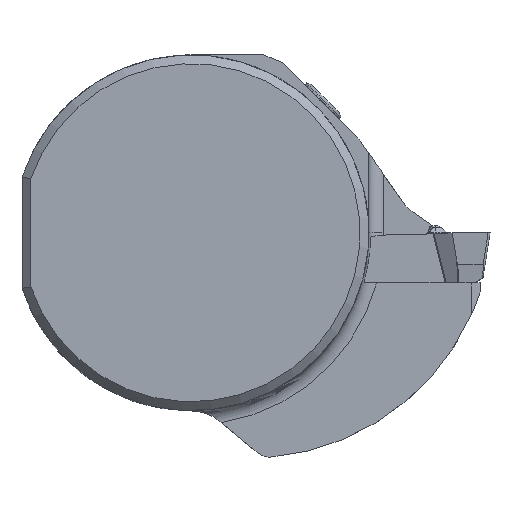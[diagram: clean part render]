
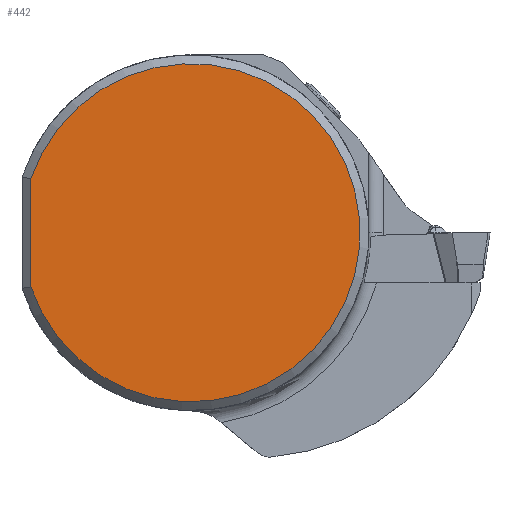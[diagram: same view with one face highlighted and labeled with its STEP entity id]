
A CAD part, top view. The second image highlights one B-rep face of the part: STEP entity #442.
In plain terms, the highlighted planar face has unit normal (0, 0, 1).
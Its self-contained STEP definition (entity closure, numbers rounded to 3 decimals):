
#208=CIRCLE('',#2431,19.);
#442=ADVANCED_FACE('',(#618),#523,.F.);
#523=PLANE('',#2433);
#618=FACE_OUTER_BOUND('',#739,.T.);
#739=EDGE_LOOP('',(#1250,#1251));
#1250=ORIENTED_EDGE('',*,*,#1814,.F.);
#1251=ORIENTED_EDGE('',*,*,#1879,.F.);
#1543=VERTEX_POINT('',#4424);
#1544=VERTEX_POINT('',#4429);
#1814=EDGE_CURVE('',#1544,#1543,#2029,.T.);
#1879=EDGE_CURVE('',#1543,#1544,#208,.T.);
#2029=LINE('',#4430,#2174);
#2174=VECTOR('',#2756,1.);
#2431=AXIS2_PLACEMENT_3D('',#4592,#2877,#2878);
#2433=AXIS2_PLACEMENT_3D('',#4594,#2881,#2882);
#2756=DIRECTION('',(0.,1.,0.));
#2877=DIRECTION('',(0.,0.,-1.));
#2878=DIRECTION('',(-1.,0.,0.));
#2881=DIRECTION('',(0.,0.,-1.));
#2882=DIRECTION('',(1.,0.,0.));
#4424=CARTESIAN_POINT('',(-18.,6.083,0.325));
#4429=CARTESIAN_POINT('',(-18.,-6.083,0.325));
#4430=CARTESIAN_POINT('',(-18.,20.,0.325));
#4592=CARTESIAN_POINT('',(0.,0.,0.325));
#4594=CARTESIAN_POINT('',(0.,19.,0.325));
